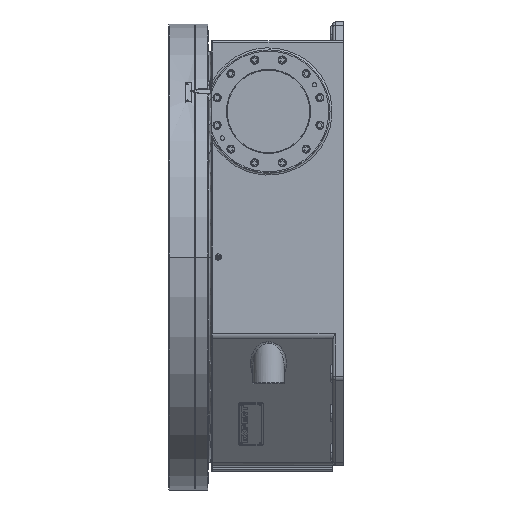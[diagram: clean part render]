
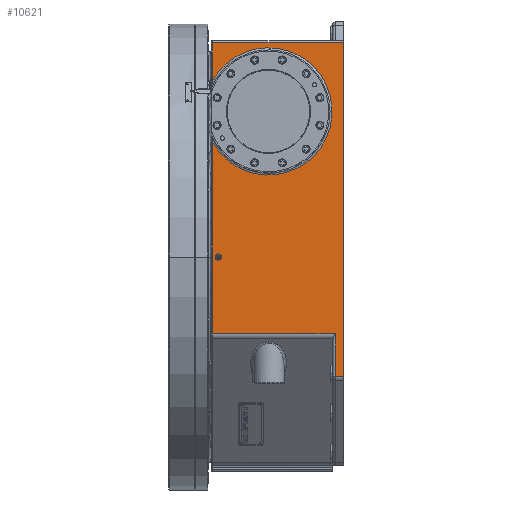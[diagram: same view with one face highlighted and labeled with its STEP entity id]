
A CAD part, left-side view. The second image highlights one B-rep face of the part: STEP entity #10621.
In plain terms, the highlighted planar face has unit normal (-1, 0, 0).
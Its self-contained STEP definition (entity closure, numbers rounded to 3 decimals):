
#543=DIRECTION('',(0.,0.,1.));
#544=VECTOR('',#543,800.984);
#545=CARTESIAN_POINT('',(-500.,0.,-285.984));
#546=LINE('',#545,#544);
#547=DIRECTION('',(0.,-1.,0.));
#548=VECTOR('',#547,20.);
#549=CARTESIAN_POINT('',(-500.,20.,-285.984));
#550=LINE('',#549,#548);
#551=DIRECTION('',(0.,0.,1.));
#552=VECTOR('',#551,100.991);
#553=CARTESIAN_POINT('',(-500.,20.,-285.984));
#554=LINE('',#553,#552);
#555=DIRECTION('',(0.,0.,-1.));
#556=VECTOR('',#555,146.389);
#557=CARTESIAN_POINT('',(-500.,314.,-38.604));
#558=LINE('',#557,#556);
#559=CARTESIAN_POINT('',(-500.,314.126,
0.));
#560=CARTESIAN_POINT('',(-500.,314.126,-4.122));
#561=CARTESIAN_POINT('',(-500.,314.108,-12.479));
#562=CARTESIAN_POINT('',(-500.,314.037,-25.381));
#563=CARTESIAN_POINT('',(-500.,314.,-34.162));
#564=CARTESIAN_POINT('',(-500.,314.,-38.604));
#566=CARTESIAN_POINT('',(-500.,314.,38.604));
#567=CARTESIAN_POINT('',(-500.,314.,34.874));
#568=CARTESIAN_POINT('',(-500.,314.028,27.027));
#569=CARTESIAN_POINT('',(-500.,314.107,12.953));
#570=CARTESIAN_POINT('',(-500.,314.126,4.32));
#571=CARTESIAN_POINT('',(-500.,314.126,
0.));
#573=DIRECTION('',(0.,0.,-1.));
#574=VECTOR('',#573,237.552);
#575=CARTESIAN_POINT('',(-500.,314.,276.156));
#576=LINE('',#575,#574);
#577=CARTESIAN_POINT('',(-500.,180.,350.));
#578=DIRECTION('',(-1.,0.,0.));
#579=DIRECTION('',(0.,0.876,-0.483));
#580=AXIS2_PLACEMENT_3D('',#577,#578,#579);
#582=DIRECTION('',(0.,0.,-1.));
#583=VECTOR('',#582,91.156);
#584=CARTESIAN_POINT('',(-500.,314.,515.));
#585=LINE('',#584,#583);
#586=DIRECTION('',(0.,-1.,0.));
#587=VECTOR('',#586,314.);
#588=CARTESIAN_POINT('',(-500.,314.,515.));
#589=LINE('',#588,#587);
#590=CARTESIAN_POINT('',(-500.,301.,0.));
#591=DIRECTION('',(-1.,0.,0.));
#592=DIRECTION('',(0.,-1.,0.));
#593=AXIS2_PLACEMENT_3D('',#590,#591,#592);
#595=CARTESIAN_POINT('',(-500.,301.,0.));
#596=DIRECTION('',(-1.,0.,0.));
#597=DIRECTION('',(0.,1.,0.));
#598=AXIS2_PLACEMENT_3D('',#595,#596,#597);
#4668=DIRECTION('',(0.,-1.,0.));
#4669=VECTOR('',#4668,294.);
#4670=CARTESIAN_POINT('',(-500.,314.,-184.993));
#4671=LINE('',#4670,#4669);
#8873=CARTESIAN_POINT('',(-500.,308.5,0.));
#8874=CARTESIAN_POINT('',(-500.,293.5,0.));
#8875=VERTEX_POINT('',#8873);
#8876=VERTEX_POINT('',#8874);
#8885=CARTESIAN_POINT('',(-500.,0.,-285.984));
#8886=CARTESIAN_POINT('',(-500.,0.,515.));
#8887=VERTEX_POINT('',#8885);
#8888=VERTEX_POINT('',#8886);
#9576=CARTESIAN_POINT('',(-500.,20.,-285.984));
#9577=CARTESIAN_POINT('',(-500.,20.,-184.993));
#9578=VERTEX_POINT('',#9576);
#9579=VERTEX_POINT('',#9577);
#9638=CARTESIAN_POINT('',(-500.,314.,276.156));
#9639=CARTESIAN_POINT('',(-500.,314.,423.844));
#9640=VERTEX_POINT('',#9638);
#9641=VERTEX_POINT('',#9639);
#9690=CARTESIAN_POINT('',(-500.,314.,515.));
#9691=VERTEX_POINT('',#9690);
#9889=CARTESIAN_POINT('',(-500.,314.,-184.993));
#9890=VERTEX_POINT('',#9889);
#10215=CARTESIAN_POINT('',(-500.,314.,-38.604));
#10216=VERTEX_POINT('',#10215);
#10217=VERTEX_POINT('',#559);
#10218=VERTEX_POINT('',#566);
#10586=CARTESIAN_POINT('',(-500.,-5.,-291.443));
#10587=DIRECTION('',(-1.,0.,0.));
#10588=DIRECTION('',(0.,0.,1.));
#10589=AXIS2_PLACEMENT_3D('',#10586,#10587,#10588);
#10590=PLANE('',#10589);
#10592=ORIENTED_EDGE('',*,*,#10591,.F.);
#10594=ORIENTED_EDGE('',*,*,#10593,.F.);
#10596=ORIENTED_EDGE('',*,*,#10595,.T.);
#10598=ORIENTED_EDGE('',*,*,#10597,.F.);
#10600=ORIENTED_EDGE('',*,*,#10599,.F.);
#10602=ORIENTED_EDGE('',*,*,#10601,.F.);
#10604=ORIENTED_EDGE('',*,*,#10603,.F.);
#10606=ORIENTED_EDGE('',*,*,#10605,.F.);
#10608=ORIENTED_EDGE('',*,*,#10607,.T.);
#10610=ORIENTED_EDGE('',*,*,#10609,.F.);
#10612=ORIENTED_EDGE('',*,*,#10611,.T.);
#10613=EDGE_LOOP('',(#10592,#10594,#10596,#10598,#10600,#10602,#10604,#10606,
#10608,#10610,#10612));
#10614=FACE_OUTER_BOUND('',#10613,.F.);
#10616=ORIENTED_EDGE('',*,*,#10615,.T.);
#10618=ORIENTED_EDGE('',*,*,#10617,.T.);
#10619=EDGE_LOOP('',(#10616,#10618));
#10620=FACE_BOUND('',#10619,.F.);
#565=B_SPLINE_CURVE_WITH_KNOTS('',3,(#559,#560,#561,#562,#563,#564),
.UNSPECIFIED.,.F.,.F.,(4,1,1,4),(0.,0.333,0.667,1.),
.UNSPECIFIED.);
#572=B_SPLINE_CURVE_WITH_KNOTS('',3,(#566,#567,#568,#569,#570,#571),
.UNSPECIFIED.,.F.,.F.,(4,1,1,4),(0.,0.333,0.667,1.),
.UNSPECIFIED.);
#581=CIRCLE('',#580,153.);
#594=CIRCLE('',#593,7.5);
#599=CIRCLE('',#598,7.5);
#10591=EDGE_CURVE('',#8887,#8888,#546,.T.);
#10593=EDGE_CURVE('',#9578,#8887,#550,.T.);
#10595=EDGE_CURVE('',#9578,#9579,#554,.T.);
#10597=EDGE_CURVE('',#9890,#9579,#4671,.T.);
#10599=EDGE_CURVE('',#10216,#9890,#558,.T.);
#10601=EDGE_CURVE('',#10217,#10216,#565,.T.);
#10603=EDGE_CURVE('',#10218,#10217,#572,.T.);
#10605=EDGE_CURVE('',#9640,#10218,#576,.T.);
#10607=EDGE_CURVE('',#9640,#9641,#581,.T.);
#10609=EDGE_CURVE('',#9691,#9641,#585,.T.);
#10611=EDGE_CURVE('',#9691,#8888,#589,.T.);
#10615=EDGE_CURVE('',#8876,#8875,#594,.T.);
#10617=EDGE_CURVE('',#8875,#8876,#599,.T.);
#10621=ADVANCED_FACE('',(#10614,#10620),#10590,.T.);
